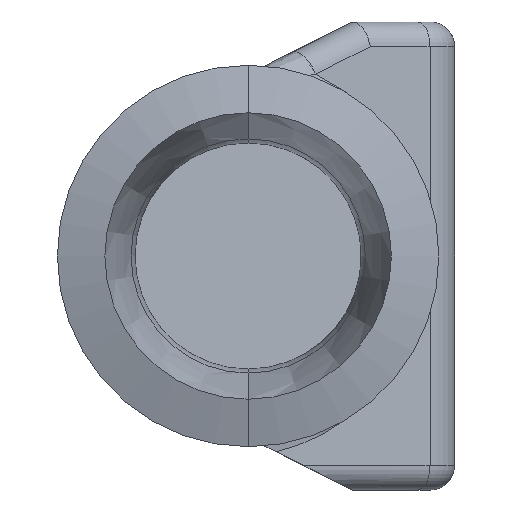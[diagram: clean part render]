
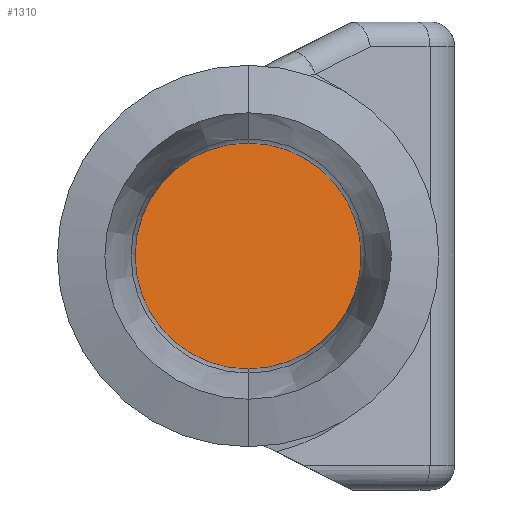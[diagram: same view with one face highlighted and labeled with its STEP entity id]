
A CAD part, left-side view. The second image highlights one B-rep face of the part: STEP entity #1310.
In plain terms, the highlighted planar face has unit normal (-0.866, -0.5, 0).
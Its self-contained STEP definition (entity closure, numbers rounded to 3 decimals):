
#56 = ORIENTED_EDGE ( 'NONE', *, *, #1164, .T. ) ;
#62 = CARTESIAN_POINT ( 'NONE',  ( 93.257, 11.5, -5.75 ) ) ;
#70 = VERTEX_POINT ( 'NONE', #965 ) ;
#129 = PLANE ( 'NONE',  #1365 ) ;
#166 = ORIENTED_EDGE ( 'NONE', *, *, #919, .T. ) ;
#173 = FACE_OUTER_BOUND ( 'NONE', #1535, .T. ) ;
#223 = CARTESIAN_POINT ( 'NONE',  ( 106.536, -11.5, 5.75 ) ) ;
#370 = CARTESIAN_POINT ( 'NONE',  ( 106.536, -11.5, -5.75 ) ) ;
#393 = DIRECTION ( 'NONE',  ( -0.866, -0.5, 0. ) ) ;
#468 = CARTESIAN_POINT ( 'NONE',  ( 99.896, 0., -5.75 ) ) ;
#645 = VERTEX_POINT ( 'NONE', #1408 ) ;
#656 = CARTESIAN_POINT ( 'NONE',  ( 105.526, -9.75, -35.129 ) ) ;
#780 = CARTESIAN_POINT ( 'NONE',  ( 99.896, 0., 5.75 ) ) ;
#919 = EDGE_CURVE ( 'NONE', #645, #70, #925, .T. ) ;
#925 =( BOUNDED_CURVE ( )  B_SPLINE_CURVE ( 3, ( #1423, #370, #223, #780 ),
 .UNSPECIFIED., .F., .F. ) 
 B_SPLINE_CURVE_WITH_KNOTS ( ( 4, 4 ),
 ( 1.571, 4.712 ),
 .UNSPECIFIED. ) 
 CURVE ( )  GEOMETRIC_REPRESENTATION_ITEM ( )  RATIONAL_B_SPLINE_CURVE ( ( 1., 0.333, 0.333, 1. ) ) 
 REPRESENTATION_ITEM ( '' )  );
#929 = DIRECTION ( 'NONE',  ( 0.5, -0.866, 0. ) ) ;
#965 = CARTESIAN_POINT ( 'NONE',  ( 99.896, 0., 5.75 ) ) ;
#1002 =( BOUNDED_CURVE ( )  B_SPLINE_CURVE ( 3, ( #1540, #1265, #62, #468 ),
 .UNSPECIFIED., .F., .F. ) 
 B_SPLINE_CURVE_WITH_KNOTS ( ( 4, 4 ),
 ( 4.712, 7.854 ),
 .UNSPECIFIED. ) 
 CURVE ( )  GEOMETRIC_REPRESENTATION_ITEM ( )  RATIONAL_B_SPLINE_CURVE ( ( 1., 0.333, 0.333, 1. ) ) 
 REPRESENTATION_ITEM ( '' )  );
#1164 = EDGE_CURVE ( 'NONE', #70, #645, #1002, .T. ) ;
#1265 = CARTESIAN_POINT ( 'NONE',  ( 93.257, 11.5, 5.75 ) ) ;
#1310 = ADVANCED_FACE ( 'NONE', ( #173 ), #129, .T. ) ;
#1365 = AXIS2_PLACEMENT_3D ( 'NONE', #656, #393, #929 ) ;
#1408 = CARTESIAN_POINT ( 'NONE',  ( 99.896, 0., -5.75 ) ) ;
#1423 = CARTESIAN_POINT ( 'NONE',  ( 99.896, 0., -5.75 ) ) ;
#1535 = EDGE_LOOP ( 'NONE', ( #56, #166 ) ) ;
#1540 = CARTESIAN_POINT ( 'NONE',  ( 99.896, 0., 5.75 ) ) ;
